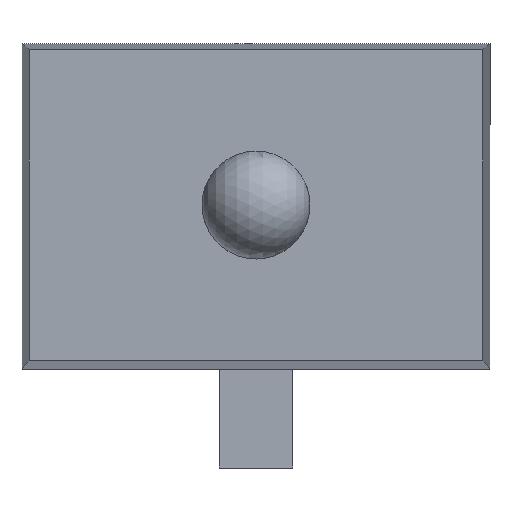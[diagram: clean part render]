
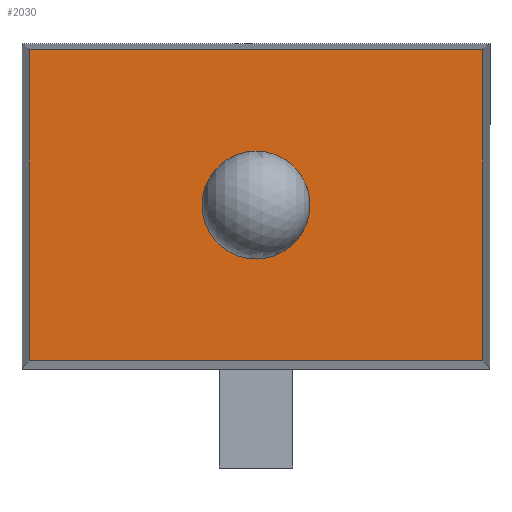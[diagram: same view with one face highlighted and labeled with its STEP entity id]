
A CAD part, top view. The second image highlights one B-rep face of the part: STEP entity #2030.
In plain terms, the highlighted face is planar.
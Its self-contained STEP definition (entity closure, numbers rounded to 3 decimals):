
#60=CARTESIAN_POINT('',(-4.1,23.552,
0.));
#70=DIRECTION('',(0.,-0.009,
-1.));
#80=VECTOR('',#70,1.);
#90=LINE('',#60,#80);
#100=CARTESIAN_POINT('',(-4.1,23.627,
8.634));
#110=VERTEX_POINT('',#100);
#120=CARTESIAN_POINT('',(-4.1,23.52,
-3.766));
#130=VERTEX_POINT('',#120);
#140=EDGE_CURVE('',#110,#130,#90,.T.);
#720=CARTESIAN_POINT('',(4.4,23.553,8.634));
#730=VERTEX_POINT('',#720);
#760=CARTESIAN_POINT('',(4.4,23.479,0.));
#770=DIRECTION('',(0.,-0.009,
-1.));
#780=VECTOR('',#770,1.);
#790=LINE('',#760,#780);
#800=CARTESIAN_POINT('',(4.4,23.446,-3.765));
#810=VERTEX_POINT('',#800);
#820=EDGE_CURVE('',#730,#810,#790,.T.);
#1300=CARTESIAN_POINT('',(0.15,23.524,
0.959));
#1310=VERTEX_POINT('',#1300);
#1390=CARTESIAN_POINT('',(0.15,23.549,
3.909));
#1400=VERTEX_POINT('',#1390);
#1430=CARTESIAN_POINT('',(0.15,23.537,
2.434));
#1440=DIRECTION('',(-0.009,-1.,
0.009));
#1450=DIRECTION('',(0.,-0.009,
-1.));
#1460=AXIS2_PLACEMENT_3D('',#1430,#1440,#1450);
#1470=CIRCLE('',#1460,1.475);
#1480=EDGE_CURVE('',#1400,#1310,#1470,.T.);
#1650=CARTESIAN_POINT('',(-0.467,23.595,
8.634));
#1660=DIRECTION('',(-1.,0.009,
0.));
#1670=VECTOR('',#1660,1.);
#1680=LINE('',#1650,#1670);
#1690=EDGE_CURVE('',#730,#110,#1680,.T.);
#1820=CARTESIAN_POINT('',(4.425,23.5,
2.435));
#1830=DIRECTION('',(-0.009,-1.,
0.009));
#1840=DIRECTION('',(0.,-0.009,
-1.));
#1850=AXIS2_PLACEMENT_3D('',#1820,#1830,#1840);
#1860=PLANE('',#1850);
#1870=EDGE_CURVE('',#1310,#1400,#1470,.T.);
#1880=ORIENTED_EDGE('',*,*,#1870,.T.);
#1890=ORIENTED_EDGE('',*,*,#1480,.T.);
#1900=EDGE_LOOP('',(#1890,#1880));
#1910=FACE_BOUND('',#1900,.T.);
#1920=CARTESIAN_POINT('',(-0.467,23.488,
-3.766));
#1930=DIRECTION('',(1.,-0.009,
0.));
#1940=VECTOR('',#1930,1.);
#1950=LINE('',#1920,#1940);
#1960=EDGE_CURVE('',#130,#810,#1950,.T.);
#1970=ORIENTED_EDGE('',*,*,#1960,.F.);
#1980=ORIENTED_EDGE('',*,*,#820,.T.);
#1990=ORIENTED_EDGE('',*,*,#1690,.F.);
#2000=ORIENTED_EDGE('',*,*,#140,.F.);
#2010=EDGE_LOOP('',(#2000,#1990,#1980,#1970));
#2020=FACE_OUTER_BOUND('',#2010,.T.);
#2030=ADVANCED_FACE('',(#1910,#2020),#1860,.F.);
